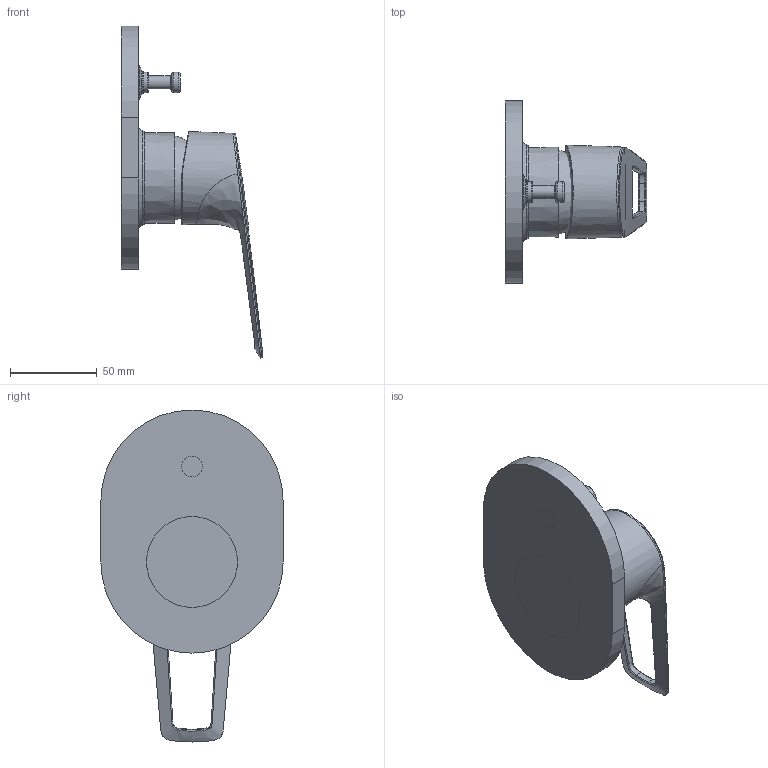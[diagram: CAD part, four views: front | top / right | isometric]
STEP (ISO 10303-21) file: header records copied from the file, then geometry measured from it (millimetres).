
FILE_DESCRIPTION(/* description */ ('Unknown'),/* implementation_level */ '2;1');
FILE_NAME(/* name */ '29041001',/* time_stamp */ '2022-09-01T13:35:12+02:00',/* author */ ('Unknown'),/* organization */ ('GROHE AG'),/* preprocessor_version */ 'ST-DEVELOPER v16.7',/* originating_system */ 'DEX',/* authorisation */ $);
FILE_SCHEMA (('AUTOMOTIVE_DESIGN {1 0 10303 214 3 1 1}'));
Length unit declared in the file: millimetre
Products named in the file (8): 29041001; 29041001_0; 29041001_1; A4295505 OHM shower mixer concealed ASM_20180709; 29041001_2; 29041001_3; 29041001_4
Assembly tree (7 placements, depth 2):
  29041001
    29041001
    29041001_0
    29041001_1
    A4295505 OHM shower mixer concealed ASM_20180709
    29041001_2
    29041001_3
    29041001_4
Bounding box: 81.64 x 105 x 191.17 mm (x, y, z)
Volume: 299133.4 mm3; surface area: 69853.5 mm2
Topology: 7 solids, 8 shells, 98 faces, 202 edges, 122 vertices
Faces by surface type: bspline 34, plane 26, cylinder 15, torus 12, cone 8, sphere 3
Full cylindrical faces by diameter (mm): 3.242 x2, 7.5 x1, 9.8 x1, 12 x2, 12.7 x1, 14.1 x1, 20 x1, 24 x1, 55 x1, 64.5 x1
Entity records: 6341 total; most frequent: CARTESIAN_POINT 4352, ORIENTED_EDGE 310, DIRECTION 294, EDGE_CURVE 155, FACE_BOUND 142, EDGE_LOOP 141, AXIS2_PLACEMENT_3D 139, VERTEX_POINT 115
